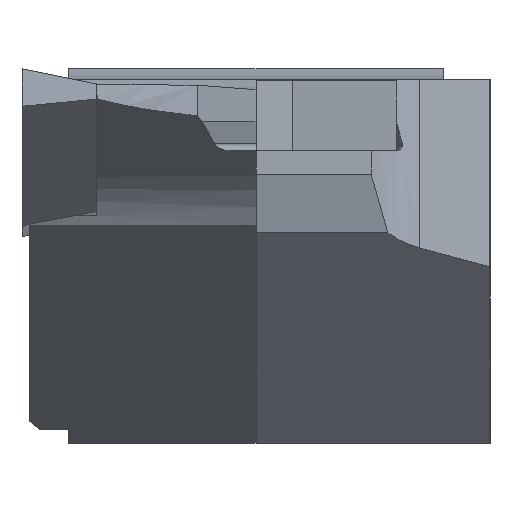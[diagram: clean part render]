
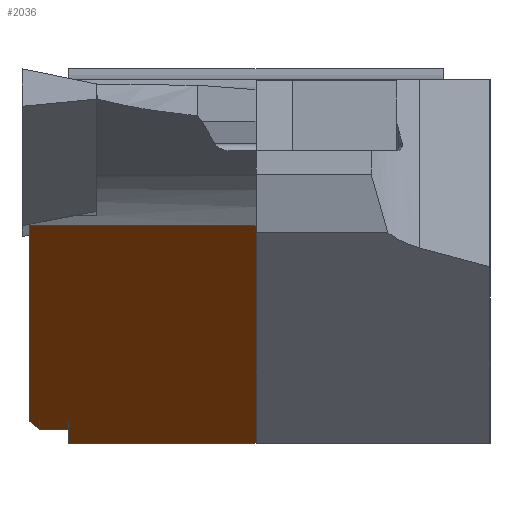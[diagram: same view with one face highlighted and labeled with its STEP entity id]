
A CAD part, left-side view. The second image highlights one B-rep face of the part: STEP entity #2036.
In plain terms, the highlighted planar face has unit normal (-0.616, 0, -0.788).
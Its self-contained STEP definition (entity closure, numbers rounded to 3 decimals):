
#122 = VERTEX_POINT ( 'NONE', #2347 ) ;
#193 = ORIENTED_EDGE ( 'NONE', *, *, #3258, .T. ) ;
#196 = LINE ( 'NONE', #809, #1355 ) ;
#212 = DIRECTION ( 'NONE',  ( 0., 1., 0. ) ) ;
#506 = CARTESIAN_POINT ( 'NONE',  ( -107.3, 10., -7.409 ) ) ;
#540 = DIRECTION ( 'NONE',  ( 0.619, -0.619, -0.484 ) ) ;
#544 = VECTOR ( 'NONE', #212, 1000. ) ;
#730 = LINE ( 'NONE', #2606, #544 ) ;
#745 = EDGE_CURVE ( 'NONE', #2678, #122, #3529, .T. ) ;
#809 = CARTESIAN_POINT ( 'NONE',  ( -118.444, 0., 1.298 ) ) ;
#852 = AXIS2_PLACEMENT_3D ( 'NONE', #3062, #2975, #3552 ) ;
#854 = VECTOR ( 'NONE', #540, 1000. ) ;
#966 = VECTOR ( 'NONE', #1168, 1000. ) ;
#1016 = LINE ( 'NONE', #1984, #966 ) ;
#1051 = VECTOR ( 'NONE', #2528, 1000. ) ;
#1077 = ORIENTED_EDGE ( 'NONE', *, *, #3611, .F. ) ;
#1115 = VERTEX_POINT ( 'NONE', #2250 ) ;
#1168 = DIRECTION ( 'NONE',  ( -0.788, 0., 0.616 ) ) ;
#1220 = VERTEX_POINT ( 'NONE', #3344 ) ;
#1355 = VECTOR ( 'NONE', #1918, 1000. ) ;
#1581 = CARTESIAN_POINT ( 'NONE',  ( -107.013, 8., -7.633 ) ) ;
#1626 = ORIENTED_EDGE ( 'NONE', *, *, #1756, .T. ) ;
#1710 = CARTESIAN_POINT ( 'NONE',  ( -107.3, 8., -7.409 ) ) ;
#1756 = EDGE_CURVE ( 'NONE', #122, #3524, #2761, .T. ) ;
#1847 = EDGE_LOOP ( 'NONE', ( #3172, #3360, #1626, #2223, #1077, #193, #1915 ) ) ;
#1868 = CARTESIAN_POINT ( 'NONE',  ( -106.543, -164.261, -8. ) ) ;
#1915 = ORIENTED_EDGE ( 'NONE', *, *, #2944, .T. ) ;
#1918 = DIRECTION ( 'NONE',  ( -0.788, 0., 0.616 ) ) ;
#1922 = CARTESIAN_POINT ( 'NONE',  ( -107.123, 9.073, -7.547 ) ) ;
#1984 = CARTESIAN_POINT ( 'NONE',  ( -118.444, 9.7, 1.298 ) ) ;
#2016 = VERTEX_POINT ( 'NONE', #3151 ) ;
#2036 = ADVANCED_FACE ( 'NONE', ( #3505 ), #2131, .F. ) ;
#2131 = PLANE ( 'NONE',  #852 ) ;
#2223 = ORIENTED_EDGE ( 'NONE', *, *, #2513, .T. ) ;
#2232 = VERTEX_POINT ( 'NONE', #2661 ) ;
#2250 = CARTESIAN_POINT ( 'NONE',  ( -106.543, 8., -8. ) ) ;
#2258 = DIRECTION ( 'NONE',  ( 0.788, 0., -0.616 ) ) ;
#2306 = VECTOR ( 'NONE', #2258, 1000. ) ;
#2347 = CARTESIAN_POINT ( 'NONE',  ( -107.3, 9.25, -7.409 ) ) ;
#2383 = LINE ( 'NONE', #1581, #2306 ) ;
#2513 = EDGE_CURVE ( 'NONE', #3524, #1115, #2383, .T. ) ;
#2528 = DIRECTION ( 'NONE',  ( 0., 1., 0. ) ) ;
#2581 = EDGE_CURVE ( 'NONE', #2678, #2016, #1016, .T. ) ;
#2606 = CARTESIAN_POINT ( 'NONE',  ( -118.444, -164.261, 1.298 ) ) ;
#2661 = CARTESIAN_POINT ( 'NONE',  ( -106.543, 0., -8. ) ) ;
#2678 = VERTEX_POINT ( 'NONE', #3658 ) ;
#2761 = LINE ( 'NONE', #506, #3146 ) ;
#2944 = EDGE_CURVE ( 'NONE', #1220, #2016, #730, .T. ) ;
#2975 = DIRECTION ( 'NONE',  ( 0.616, 0., 0.788 ) ) ;
#2978 = LINE ( 'NONE', #1868, #1051 ) ;
#3062 = CARTESIAN_POINT ( 'NONE',  ( -118.444, -164.261, 1.298 ) ) ;
#3146 = VECTOR ( 'NONE', #3605, 1000. ) ;
#3151 = CARTESIAN_POINT ( 'NONE',  ( -118.444, 9.7, 1.298 ) ) ;
#3172 = ORIENTED_EDGE ( 'NONE', *, *, #2581, .F. ) ;
#3258 = EDGE_CURVE ( 'NONE', #2232, #1220, #196, .T. ) ;
#3344 = CARTESIAN_POINT ( 'NONE',  ( -118.444, 0., 1.298 ) ) ;
#3360 = ORIENTED_EDGE ( 'NONE', *, *, #745, .T. ) ;
#3505 = FACE_OUTER_BOUND ( 'NONE', #1847, .T. ) ;
#3524 = VERTEX_POINT ( 'NONE', #1710 ) ;
#3529 = LINE ( 'NONE', #1922, #854 ) ;
#3552 = DIRECTION ( 'NONE',  ( 0.788, 0., -0.616 ) ) ;
#3605 = DIRECTION ( 'NONE',  ( 0., -1., 0. ) ) ;
#3611 = EDGE_CURVE ( 'NONE', #2232, #1115, #2978, .T. ) ;
#3658 = CARTESIAN_POINT ( 'NONE',  ( -107.75, 9.7, -7.057 ) ) ;
